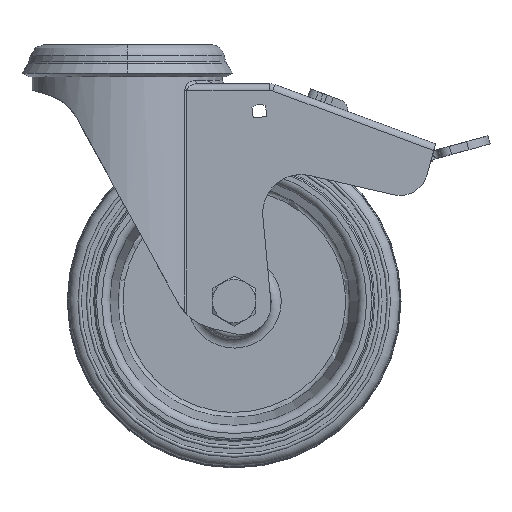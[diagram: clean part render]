
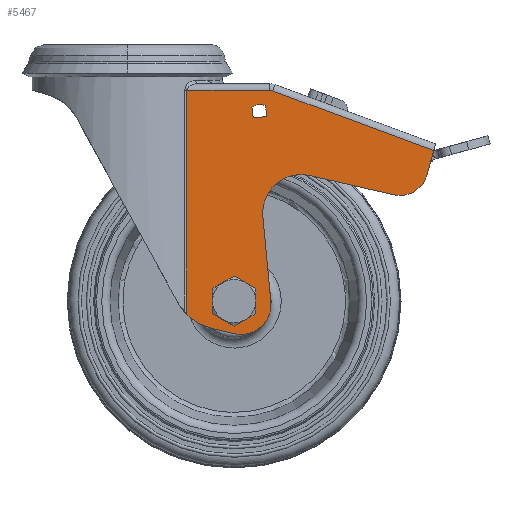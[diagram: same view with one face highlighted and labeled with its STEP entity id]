
A CAD part, front view. The second image highlights one B-rep face of the part: STEP entity #5467.
In plain terms, the highlighted planar face has unit normal (0, -1, 0).
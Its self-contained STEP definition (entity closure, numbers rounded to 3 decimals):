
#189=FACE_BOUND('',#1606,.T.);
#190=FACE_BOUND('',#1607,.T.);
#227=PLANE('',#6032);
#442=LINE('',#8925,#811);
#485=LINE('',#9238,#854);
#486=LINE('',#9242,#855);
#487=LINE('',#9244,#856);
#488=LINE('',#9247,#857);
#489=LINE('',#9249,#858);
#490=LINE('',#9252,#859);
#491=LINE('',#9255,#860);
#492=LINE('',#9257,#861);
#493=LINE('',#9259,#862);
#811=VECTOR('',#6799,1000.);
#854=VECTOR('',#6902,1000.);
#855=VECTOR('',#6905,1000.);
#856=VECTOR('',#6906,1000.);
#857=VECTOR('',#6909,1000.);
#858=VECTOR('',#6910,1000.);
#859=VECTOR('',#6913,1000.);
#860=VECTOR('',#6914,1000.);
#861=VECTOR('',#6915,1000.);
#862=VECTOR('',#6916,1000.);
#1265=FACE_OUTER_BOUND('',#1605,.T.);
#1605=EDGE_LOOP('',(#3912,#3913,#3914,#3915,#3916,#3917,#3918,#3919,#3920,
#3921,#3922,#3923));
#1606=EDGE_LOOP('',(#3924));
#1607=EDGE_LOOP('',(#3925,#3926,#3927,#3928));
#1949=CIRCLE('',#5969,8.5);
#1953=CIRCLE('',#5984,9.);
#1954=CIRCLE('',#5986,4.15);
#1975=CIRCLE('',#6033,3.);
#1976=CIRCLE('',#6034,16.5);
#1977=CIRCLE('',#6035,11.5);
#1978=CIRCLE('',#6036,4.);
#2334=VERTEX_POINT('',#8471);
#2335=VERTEX_POINT('',#8473);
#2362=VERTEX_POINT('',#8868);
#2363=VERTEX_POINT('',#8870);
#2364=VERTEX_POINT('',#8874);
#2383=VERTEX_POINT('',#8923);
#2421=VERTEX_POINT('',#9237);
#2422=VERTEX_POINT('',#9239);
#2423=VERTEX_POINT('',#9241);
#2424=VERTEX_POINT('',#9243);
#2425=VERTEX_POINT('',#9245);
#2426=VERTEX_POINT('',#9248);
#2427=VERTEX_POINT('',#9250);
#2428=VERTEX_POINT('',#9253);
#2429=VERTEX_POINT('',#9254);
#2430=VERTEX_POINT('',#9256);
#2431=VERTEX_POINT('',#9258);
#2878=EDGE_CURVE('',#2334,#2335,#1949,.T.);
#2910=EDGE_CURVE('',#2363,#2362,#1953,.T.);
#2912=EDGE_CURVE('',#2364,#2364,#1954,.T.);
#2938=EDGE_CURVE('',#2383,#2334,#442,.T.);
#2997=EDGE_CURVE('',#2383,#2421,#485,.T.);
#2998=EDGE_CURVE('',#2422,#2421,#1975,.T.);
#2999=EDGE_CURVE('',#2422,#2423,#486,.T.);
#3000=EDGE_CURVE('',#2423,#2424,#487,.T.);
#3001=EDGE_CURVE('',#2424,#2425,#1976,.T.);
#3002=EDGE_CURVE('',#2425,#2363,#488,.T.);
#3003=EDGE_CURVE('',#2362,#2426,#489,.T.);
#3004=EDGE_CURVE('',#2426,#2427,#1977,.T.);
#3005=EDGE_CURVE('',#2427,#2335,#490,.T.);
#3006=EDGE_CURVE('',#2428,#2429,#491,.T.);
#3007=EDGE_CURVE('',#2429,#2430,#492,.T.);
#3008=EDGE_CURVE('',#2430,#2431,#493,.T.);
#3009=EDGE_CURVE('',#2431,#2428,#1978,.T.);
#3912=ORIENTED_EDGE('',*,*,#2938,.F.);
#3913=ORIENTED_EDGE('',*,*,#2997,.T.);
#3914=ORIENTED_EDGE('',*,*,#2998,.F.);
#3915=ORIENTED_EDGE('',*,*,#2999,.T.);
#3916=ORIENTED_EDGE('',*,*,#3000,.T.);
#3917=ORIENTED_EDGE('',*,*,#3001,.T.);
#3918=ORIENTED_EDGE('',*,*,#3002,.T.);
#3919=ORIENTED_EDGE('',*,*,#2910,.T.);
#3920=ORIENTED_EDGE('',*,*,#3003,.T.);
#3921=ORIENTED_EDGE('',*,*,#3004,.T.);
#3922=ORIENTED_EDGE('',*,*,#3005,.T.);
#3923=ORIENTED_EDGE('',*,*,#2878,.F.);
#3924=ORIENTED_EDGE('',*,*,#2912,.T.);
#3925=ORIENTED_EDGE('',*,*,#3006,.T.);
#3926=ORIENTED_EDGE('',*,*,#3007,.T.);
#3927=ORIENTED_EDGE('',*,*,#3008,.T.);
#3928=ORIENTED_EDGE('',*,*,#3009,.T.);
#5467=ADVANCED_FACE('',(#1265,#189,#190),#227,.T.);
#5969=AXIS2_PLACEMENT_3D('',#8474,#6708,#6709);
#5984=AXIS2_PLACEMENT_3D('',#8871,#6746,#6747);
#5986=AXIS2_PLACEMENT_3D('',#8875,#6751,#6752);
#6032=AXIS2_PLACEMENT_3D('',#9236,#6900,#6901);
#6033=AXIS2_PLACEMENT_3D('',#9240,#6903,#6904);
#6034=AXIS2_PLACEMENT_3D('',#9246,#6907,#6908);
#6035=AXIS2_PLACEMENT_3D('',#9251,#6911,#6912);
#6036=AXIS2_PLACEMENT_3D('',#9260,#6917,#6918);
#6708=DIRECTION('center_axis',(0.,1.,0.));
#6709=DIRECTION('ref_axis',(0.,0.,-1.));
#6746=DIRECTION('center_axis',(0.,-1.,0.));
#6747=DIRECTION('ref_axis',(0.,0.,-1.));
#6751=DIRECTION('center_axis',(0.,1.,0.));
#6752=DIRECTION('ref_axis',(0.,0.,1.));
#6799=DIRECTION('',(-0.263,0.,-0.965));
#6900=DIRECTION('center_axis',(0.,-1.,0.));
#6901=DIRECTION('ref_axis',(0.,0.,-1.));
#6902=DIRECTION('',(-0.938,0.,0.347));
#6903=DIRECTION('center_axis',(0.,1.,0.));
#6904=DIRECTION('ref_axis',(0.347,0.,0.938));
#6905=DIRECTION('',(-1.,0.,0.));
#6906=DIRECTION('',(0.,0.,-1.));
#6907=DIRECTION('center_axis',(0.,-1.,0.));
#6908=DIRECTION('ref_axis',(0.,0.,-1.));
#6909=DIRECTION('',(0.972,0.,-0.233));
#6910=DIRECTION('',(-0.093,0.,0.996));
#6911=DIRECTION('center_axis',(0.,1.,0.));
#6912=DIRECTION('ref_axis',(0.,0.,-1.));
#6913=DIRECTION('',(0.975,0.,-0.223));
#6914=DIRECTION('',(0.113,0.,-0.994));
#6915=DIRECTION('',(-0.994,0.,-0.113));
#6916=DIRECTION('',(-0.113,0.,0.994));
#6917=DIRECTION('center_axis',(0.,1.,0.));
#6918=DIRECTION('ref_axis',(0.,0.,-1.));
#8471=CARTESIAN_POINT('',(89.883,-22.5,-39.864));
#8473=CARTESIAN_POINT('',(79.382,-22.5,-46.08));
#8474=CARTESIAN_POINT('Origin',(81.618,-22.5,-37.88));
#8868=CARTESIAN_POINT('',(42.983,-22.5,-78.159));
#8870=CARTESIAN_POINT('',(31.921,-22.5,-87.751));
#8871=CARTESIAN_POINT('Origin',(34.022,-22.5,-79.));
#8874=CARTESIAN_POINT('',(32.,-22.5,-82.15));
#8875=CARTESIAN_POINT('Origin',(32.,-22.5,-78.));
#8923=CARTESIAN_POINT('',(91.785,-22.5,-32.886));
#8925=CARTESIAN_POINT('',(89.883,-22.5,-39.864));
#9236=CARTESIAN_POINT('Origin',(17.493,-22.5,-92.886));
#9237=CARTESIAN_POINT('',(43.571,-22.5,-15.072));
#9238=CARTESIAN_POINT('',(91.785,-22.5,-32.886));
#9239=CARTESIAN_POINT('',(42.531,-22.5,-14.886));
#9240=CARTESIAN_POINT('Origin',(42.531,-22.5,-17.886));
#9241=CARTESIAN_POINT('',(17.833,-22.5,-14.886));
#9242=CARTESIAN_POINT('',(17.493,-22.5,-14.886));
#9243=CARTESIAN_POINT('',(17.833,-22.5,-81.918));
#9244=CARTESIAN_POINT('',(17.833,-22.5,-92.886));
#9245=CARTESIAN_POINT('',(25.582,-22.5,-86.229));
#9246=CARTESIAN_POINT('Origin',(29.434,-22.5,-70.185));
#9247=CARTESIAN_POINT('',(25.582,-22.5,-86.229));
#9248=CARTESIAN_POINT('',(40.594,-22.5,-52.69));
#9249=CARTESIAN_POINT('',(42.983,-22.5,-78.159));
#9250=CARTESIAN_POINT('',(55.068,-22.5,-40.521));
#9251=CARTESIAN_POINT('Origin',(52.043,-22.5,-51.616));
#9252=CARTESIAN_POINT('',(55.068,-22.5,-40.521));
#9253=CARTESIAN_POINT('',(41.414,-22.5,-19.516));
#9254=CARTESIAN_POINT('',(41.775,-22.5,-22.687));
#9255=CARTESIAN_POINT('',(41.414,-22.5,-19.516));
#9256=CARTESIAN_POINT('',(37.702,-22.5,-23.151));
#9257=CARTESIAN_POINT('',(41.775,-22.5,-22.687));
#9258=CARTESIAN_POINT('',(37.34,-22.5,-19.98));
#9259=CARTESIAN_POINT('',(37.702,-22.5,-23.151));
#9260=CARTESIAN_POINT('Origin',(39.766,-22.5,-23.16));
